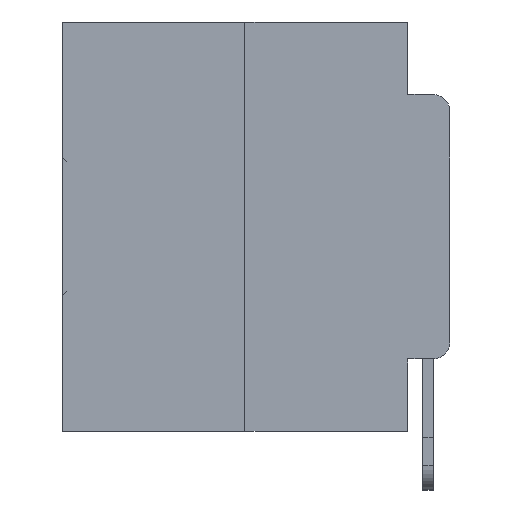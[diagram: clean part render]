
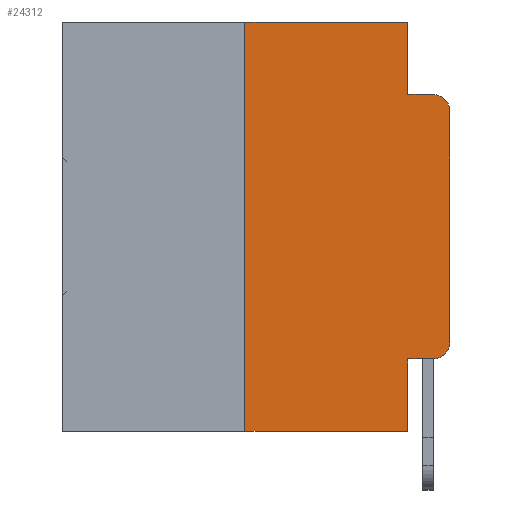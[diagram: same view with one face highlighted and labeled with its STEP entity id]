
A CAD part, left-side view. The second image highlights one B-rep face of the part: STEP entity #24312.
In plain terms, the highlighted planar face has unit normal (-1, 0, 0).
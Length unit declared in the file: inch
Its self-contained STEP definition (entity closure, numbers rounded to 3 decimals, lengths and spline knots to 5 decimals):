
#34 = VERTEX_POINT ( 'NONE', #27393 ) ;
#71 = ORIENTED_EDGE ( 'NONE', *, *, #17597, .T. ) ;
#150 = VERTEX_POINT ( 'NONE', #12233 ) ;
#657 = ORIENTED_EDGE ( 'NONE', *, *, #18142, .F. ) ;
#1106 = LINE ( 'NONE', #23144, #21312 ) ;
#2343 = ORIENTED_EDGE ( 'NONE', *, *, #16462, .T. ) ;
#3316 = EDGE_CURVE ( 'NONE', #13005, #21294, #12047, .T. ) ;
#4017 = CARTESIAN_POINT ( 'NONE',  ( 0., 0.25, -0.5 ) ) ;
#4119 = CARTESIAN_POINT ( 'NONE',  ( 0., 0.051, 0. ) ) ;
#4391 = CARTESIAN_POINT ( 'NONE',  ( 0., 0.051, -0.0885 ) ) ;
#4451 = ORIENTED_EDGE ( 'NONE', *, *, #9345, .T. ) ;
#4494 = CARTESIAN_POINT ( 'NONE',  ( 0., 0.051, -0.5 ) ) ;
#4541 = PLANE ( 'NONE',  #25377 ) ;
#4576 = CARTESIAN_POINT ( 'NONE',  ( 0., 0.02, -0.0885 ) ) ;
#4577 = ORIENTED_EDGE ( 'NONE', *, *, #6897, .T. ) ;
#4897 = DIRECTION ( 'NONE',  ( 0., 0., -1. ) ) ;
#5119 = EDGE_CURVE ( 'NONE', #34, #21294, #18423, .T. ) ;
#5307 = CARTESIAN_POINT ( 'NONE',  ( 0., 0.25, 0. ) ) ;
#5505 = CARTESIAN_POINT ( 'NONE',  ( 0., 0.051, 0. ) ) ;
#6202 = CARTESIAN_POINT ( 'NONE',  ( 0., 0., 0. ) ) ;
#6424 = CARTESIAN_POINT ( 'NONE',  ( 0., 0.02, -0.3915 ) ) ;
#6592 = CARTESIAN_POINT ( 'NONE',  ( 0., 0.051, -0.4115 ) ) ;
#6897 = EDGE_CURVE ( 'NONE', #9907, #34, #11366, .T. ) ;
#7593 = DIRECTION ( 'NONE',  ( 0., -1., 0. ) ) ;
#8178 = DIRECTION ( 'NONE',  ( 0., 0., -1. ) ) ;
#9097 = DIRECTION ( 'NONE',  ( 0., 0., -1. ) ) ;
#9345 = EDGE_CURVE ( 'NONE', #150, #9907, #30211, .T. ) ;
#9582 = VECTOR ( 'NONE', #22056, 39.37008 ) ;
#9907 = VERTEX_POINT ( 'NONE', #28319 ) ;
#10819 = VERTEX_POINT ( 'NONE', #6592 ) ;
#10947 = CARTESIAN_POINT ( 'NONE',  ( 0., 0.25, 0. ) ) ;
#11353 = LINE ( 'NONE', #10947, #25769 ) ;
#11366 = LINE ( 'NONE', #6202, #24216 ) ;
#12047 = LINE ( 'NONE', #22614, #18155 ) ;
#12233 = CARTESIAN_POINT ( 'NONE',  ( 0., 0.02, -0.4115 ) ) ;
#12673 = DIRECTION ( 'NONE',  ( 0., 0., -1. ) ) ;
#13005 = VERTEX_POINT ( 'NONE', #4391 ) ;
#13637 = EDGE_LOOP ( 'NONE', ( #4577, #13764, #16647, #24546, #26348, #19437, #71, #657, #2343, #4451 ) ) ;
#13764 = ORIENTED_EDGE ( 'NONE', *, *, #5119, .T. ) ;
#15206 = DIRECTION ( 'NONE',  ( -1., 0., 0. ) ) ;
#15770 = LINE ( 'NONE', #25203, #20340 ) ;
#16264 = DIRECTION ( 'NONE',  ( 0., 0., 1. ) ) ;
#16462 = EDGE_CURVE ( 'NONE', #10819, #150, #15770, .T. ) ;
#16647 = ORIENTED_EDGE ( 'NONE', *, *, #3316, .F. ) ;
#17357 = VECTOR ( 'NONE', #8178, 39.37008 ) ;
#17597 = EDGE_CURVE ( 'NONE', #22242, #24874, #1106, .T. ) ;
#17903 = FACE_OUTER_BOUND ( 'NONE', #13637, .T. ) ;
#18142 = EDGE_CURVE ( 'NONE', #10819, #24874, #25561, .T. ) ;
#18155 = VECTOR ( 'NONE', #20093, 39.37008 ) ;
#18162 = LINE ( 'NONE', #5505, #17357 ) ;
#18423 = CIRCLE ( 'NONE', #32935, 0.02 ) ;
#19292 = DIRECTION ( 'NONE',  ( 0., 0., 1. ) ) ;
#19437 = ORIENTED_EDGE ( 'NONE', *, *, #26598, .F. ) ;
#19510 = CARTESIAN_POINT ( 'NONE',  ( 0., 0.473, 0. ) ) ;
#20093 = DIRECTION ( 'NONE',  ( 0., -1., 0. ) ) ;
#20340 = VECTOR ( 'NONE', #30325, 39.37008 ) ;
#21294 = VERTEX_POINT ( 'NONE', #4576 ) ;
#21312 = VECTOR ( 'NONE', #7593, 39.37008 ) ;
#22056 = DIRECTION ( 'NONE',  ( 0., -1., 0. ) ) ;
#22242 = VERTEX_POINT ( 'NONE', #4017 ) ;
#22614 = CARTESIAN_POINT ( 'NONE',  ( 0., 0.051, -0.0885 ) ) ;
#23144 = CARTESIAN_POINT ( 'NONE',  ( 0., 0.473, -0.5 ) ) ;
#24216 = VECTOR ( 'NONE', #19292, 39.37008 ) ;
#24312 = ADVANCED_FACE ( 'NONE', ( #17903 ), #4541, .F. ) ;
#24528 = DIRECTION ( 'NONE',  ( -1., 0., 0. ) ) ;
#24546 = ORIENTED_EDGE ( 'NONE', *, *, #28307, .F. ) ;
#24874 = VERTEX_POINT ( 'NONE', #4494 ) ;
#25057 = VERTEX_POINT ( 'NONE', #5307 ) ;
#25203 = CARTESIAN_POINT ( 'NONE',  ( 0., 0.051, -0.4115 ) ) ;
#25377 = AXIS2_PLACEMENT_3D ( 'NONE', #25395, #27961, #12673 ) ;
#25395 = CARTESIAN_POINT ( 'NONE',  ( 0., 0.473, 0. ) ) ;
#25561 = LINE ( 'NONE', #25639, #32293 ) ;
#25615 = VERTEX_POINT ( 'NONE', #4119 ) ;
#25639 = CARTESIAN_POINT ( 'NONE',  ( 0., 0.051, 0. ) ) ;
#25769 = VECTOR ( 'NONE', #16264, 39.37008 ) ;
#26348 = ORIENTED_EDGE ( 'NONE', *, *, #27912, .F. ) ;
#26598 = EDGE_CURVE ( 'NONE', #22242, #25057, #11353, .T. ) ;
#27393 = CARTESIAN_POINT ( 'NONE',  ( 0., 0., -0.1085 ) ) ;
#27912 = EDGE_CURVE ( 'NONE', #25057, #25615, #30061, .T. ) ;
#27961 = DIRECTION ( 'NONE',  ( 1., 0., 0. ) ) ;
#28307 = EDGE_CURVE ( 'NONE', #25615, #13005, #18162, .T. ) ;
#28319 = CARTESIAN_POINT ( 'NONE',  ( 0., 0., -0.3915 ) ) ;
#30061 = LINE ( 'NONE', #19510, #9582 ) ;
#30211 = CIRCLE ( 'NONE', #33318, 0.02 ) ;
#30325 = DIRECTION ( 'NONE',  ( 0., -1., 0. ) ) ;
#30417 = CARTESIAN_POINT ( 'NONE',  ( 0., 0.02, -0.1085 ) ) ;
#32293 = VECTOR ( 'NONE', #4897, 39.37008 ) ;
#32917 = DIRECTION ( 'NONE',  ( 0., 0., -1. ) ) ;
#32935 = AXIS2_PLACEMENT_3D ( 'NONE', #30417, #15206, #32917 ) ;
#33318 = AXIS2_PLACEMENT_3D ( 'NONE', #6424, #24528, #9097 ) ;
